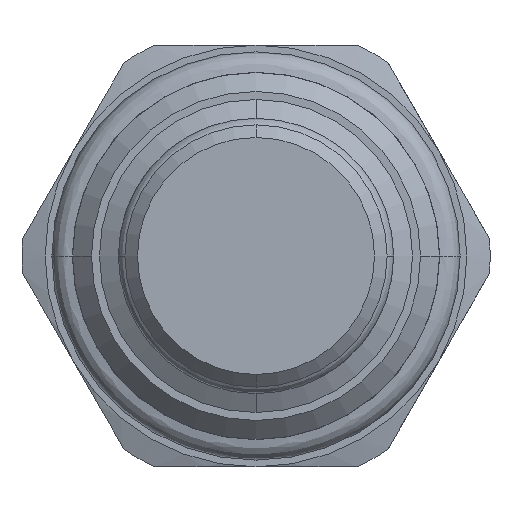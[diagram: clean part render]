
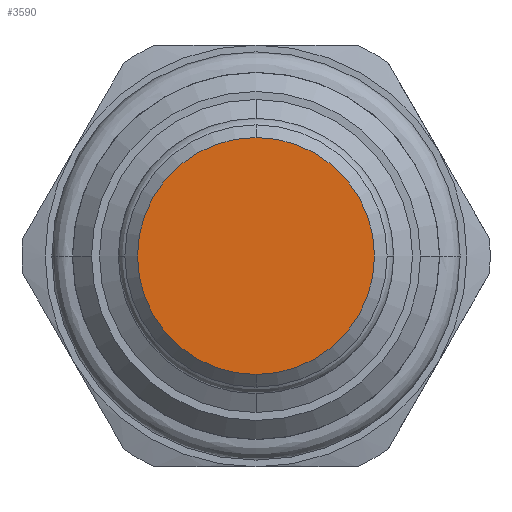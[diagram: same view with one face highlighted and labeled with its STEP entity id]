
A CAD part, front view. The second image highlights one B-rep face of the part: STEP entity #3590.
In plain terms, the highlighted planar face has unit normal (0, -1, 0).
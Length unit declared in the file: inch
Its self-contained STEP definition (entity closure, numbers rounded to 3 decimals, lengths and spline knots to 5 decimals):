
#1308=CARTESIAN_POINT('',(0.,-1.2525,0.));
#1309=DIRECTION('',(0.,1.,0.));
#1310=DIRECTION('',(0.,0.,-1.));
#1311=AXIS2_PLACEMENT_3D('',#1308,#1309,#1310);
#1318=CARTESIAN_POINT('',(0.,-1.2525,0.));
#1319=DIRECTION('',(0.,1.,0.));
#1320=DIRECTION('',(0.,0.,1.));
#1321=AXIS2_PLACEMENT_3D('',#1318,#1319,#1320);
#1848=CARTESIAN_POINT('',(0.,-1.2525,-0.281));
#1849=CARTESIAN_POINT('',(0.,-1.2525,0.281));
#1850=VERTEX_POINT('',#1848);
#1851=VERTEX_POINT('',#1849);
#3580=CARTESIAN_POINT('',(0.,-1.2525,0.));
#3581=DIRECTION('',(0.,-1.,0.));
#3582=DIRECTION('',(0.,0.,-1.));
#3583=AXIS2_PLACEMENT_3D('',#3580,#3581,#3582);
#3584=PLANE('',#3583);
#3586=ORIENTED_EDGE('',*,*,#3585,.T.);
#3587=ORIENTED_EDGE('',*,*,#3570,.T.);
#3588=EDGE_LOOP('',(#3586,#3587));
#3589=FACE_OUTER_BOUND('',#3588,.F.);
#3590=ADVANCED_FACE('',(#3589),#3584,.T.);
#1312=CIRCLE('',#1311,0.281);
#1322=CIRCLE('',#1321,0.281);
#3570=EDGE_CURVE('',#1850,#1851,#1312,.T.);
#3585=EDGE_CURVE('',#1851,#1850,#1322,.T.);
